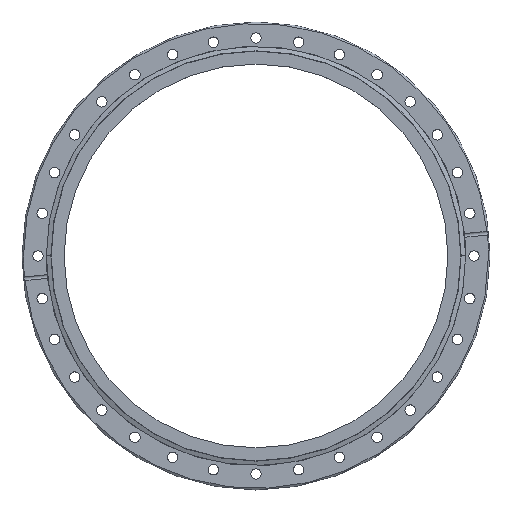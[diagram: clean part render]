
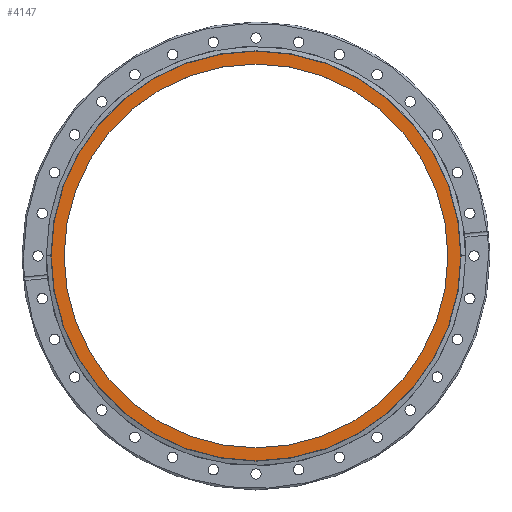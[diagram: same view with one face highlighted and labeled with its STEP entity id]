
A CAD part, top view. The second image highlights one B-rep face of the part: STEP entity #4147.
In plain terms, the highlighted planar face has unit normal (0, 0, 1).
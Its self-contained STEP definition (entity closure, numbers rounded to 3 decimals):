
#4 = ORIENTED_EDGE ( 'NONE', *, *, #4201, .T. ) ;
#222 = CIRCLE ( 'NONE', #897, 133.448 ) ;
#244 = DIRECTION ( 'NONE',  ( 0., 0., -1. ) ) ;
#315 = ORIENTED_EDGE ( 'NONE', *, *, #5142, .T. ) ;
#594 = CARTESIAN_POINT ( 'NONE',  ( 133.448, 0., -1.2 ) ) ;
#653 = EDGE_CURVE ( 'NONE', #1677, #909, #222, .T. ) ;
#761 = AXIS2_PLACEMENT_3D ( 'NONE', #3231, #822, #3624 ) ;
#822 = DIRECTION ( 'NONE',  ( 0., 0., -1. ) ) ;
#897 = AXIS2_PLACEMENT_3D ( 'NONE', #2061, #4691, #4746 ) ;
#909 = VERTEX_POINT ( 'NONE', #2019 ) ;
#978 = PLANE ( 'NONE',  #1575 ) ;
#994 = DIRECTION ( 'NONE',  ( -1., 0., 0. ) ) ;
#1009 = AXIS2_PLACEMENT_3D ( 'NONE', #2176, #4926, #2553 ) ;
#1459 = ORIENTED_EDGE ( 'NONE', *, *, #3450, .F. ) ;
#1575 = AXIS2_PLACEMENT_3D ( 'NONE', #594, #3398, #994 ) ;
#1677 = VERTEX_POINT ( 'NONE', #2727 ) ;
#2019 = CARTESIAN_POINT ( 'NONE',  ( -133.448, 0., -1.2 ) ) ;
#2042 = ORIENTED_EDGE ( 'NONE', *, *, #653, .F. ) ;
#2061 = CARTESIAN_POINT ( 'NONE',  ( 0., 0., -1.2 ) ) ;
#2176 = CARTESIAN_POINT ( 'NONE',  ( 0., 0., -1.2 ) ) ;
#2346 = CIRCLE ( 'NONE', #1009, 133.448 ) ;
#2353 = CIRCLE ( 'NONE', #4763, 125. ) ;
#2460 = VERTEX_POINT ( 'NONE', #2483 ) ;
#2483 = CARTESIAN_POINT ( 'NONE',  ( 125., 0., -1.2 ) ) ;
#2553 = DIRECTION ( 'NONE',  ( -1., 0., 0. ) ) ;
#2602 = EDGE_LOOP ( 'NONE', ( #315, #4 ) ) ;
#2649 = FACE_BOUND ( 'NONE', #2602, .T. ) ;
#2665 = CARTESIAN_POINT ( 'NONE',  ( 0., 0., -1.2 ) ) ;
#2727 = CARTESIAN_POINT ( 'NONE',  ( 133.448, 0., -1.2 ) ) ;
#2981 = CIRCLE ( 'NONE', #761, 125. ) ;
#3069 = DIRECTION ( 'NONE',  ( -1., 0., 0. ) ) ;
#3231 = CARTESIAN_POINT ( 'NONE',  ( 0., 0., -1.2 ) ) ;
#3398 = DIRECTION ( 'NONE',  ( 0., 0., -1. ) ) ;
#3450 = EDGE_CURVE ( 'NONE', #909, #1677, #2346, .T. ) ;
#3624 = DIRECTION ( 'NONE',  ( -1., 0., 0. ) ) ;
#3701 = FACE_OUTER_BOUND ( 'NONE', #4631, .T. ) ;
#4147 = ADVANCED_FACE ( 'NONE', ( #3701, #2649 ), #978, .F. ) ;
#4201 = EDGE_CURVE ( 'NONE', #2460, #5047, #2353, .T. ) ;
#4631 = EDGE_LOOP ( 'NONE', ( #2042, #1459 ) ) ;
#4691 = DIRECTION ( 'NONE',  ( 0., 0., -1. ) ) ;
#4718 = CARTESIAN_POINT ( 'NONE',  ( -125., 0., -1.2 ) ) ;
#4746 = DIRECTION ( 'NONE',  ( -1., 0., 0. ) ) ;
#4763 = AXIS2_PLACEMENT_3D ( 'NONE', #2665, #244, #3069 ) ;
#4926 = DIRECTION ( 'NONE',  ( 0., 0., -1. ) ) ;
#5047 = VERTEX_POINT ( 'NONE', #4718 ) ;
#5142 = EDGE_CURVE ( 'NONE', #5047, #2460, #2981, .T. ) ;
